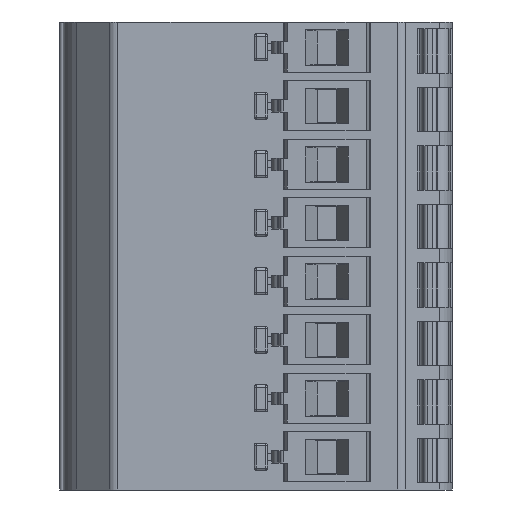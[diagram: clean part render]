
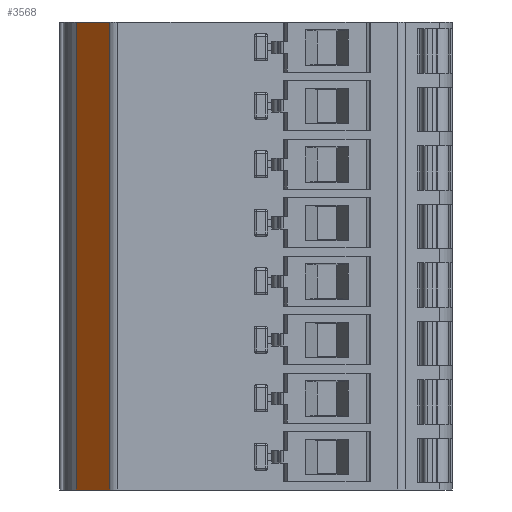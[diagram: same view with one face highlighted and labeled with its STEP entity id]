
A CAD part, front view. The second image highlights one B-rep face of the part: STEP entity #3568.
In plain terms, the highlighted planar face has unit normal (-0.707, -0.707, 0).
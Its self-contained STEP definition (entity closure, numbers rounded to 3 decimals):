
#1578 = CARTESIAN_POINT ( 'NONE',  ( -22.272, 18.359, 5.15 ) ) ;
#1766 = DIRECTION ( 'NONE',  ( 0.707, -0.707, 0. ) ) ;
#2957 = CARTESIAN_POINT ( 'NONE',  ( -22.272, 18.359, -31.206 ) ) ;
#3568 = ADVANCED_FACE ( 'NONE', ( #25949 ), #31601, .T. ) ;
#4609 = LINE ( 'NONE', #33685, #29648 ) ;
#5830 = ORIENTED_EDGE ( 'NONE', *, *, #12553, .F. ) ;
#6217 = DIRECTION ( 'NONE',  ( 0., 0., -1. ) ) ;
#6566 = VECTOR ( 'NONE', #18623, 1000. ) ;
#7076 = ORIENTED_EDGE ( 'NONE', *, *, #38335, .T. ) ;
#10913 = ORIENTED_EDGE ( 'NONE', *, *, #31340, .T. ) ;
#11563 = EDGE_LOOP ( 'NONE', ( #27512, #10913, #7076, #5830 ) ) ;
#12553 = EDGE_CURVE ( 'NONE', #28218, #35060, #35617, .T. ) ;
#13917 = CARTESIAN_POINT ( 'NONE',  ( -19.287, 15.374, 5.15 ) ) ;
#14690 = CARTESIAN_POINT ( 'NONE',  ( -22.272, 18.359, -36.45 ) ) ;
#16873 = CARTESIAN_POINT ( 'NONE',  ( -19.287, 15.374, -36.45 ) ) ;
#18623 = DIRECTION ( 'NONE',  ( 0.707, -0.707, 0. ) ) ;
#18774 = CARTESIAN_POINT ( 'NONE',  ( -19.287, 15.374, -36.45 ) ) ;
#19139 = VERTEX_POINT ( 'NONE', #14690 ) ;
#20278 = DIRECTION ( 'NONE',  ( 0., 0., 1. ) ) ;
#20702 = LINE ( 'NONE', #2957, #38580 ) ;
#21800 = VECTOR ( 'NONE', #24453, 1000. ) ;
#22476 = AXIS2_PLACEMENT_3D ( 'NONE', #31301, #41143, #1766 ) ;
#24453 = DIRECTION ( 'NONE',  ( 0.707, -0.707, 0. ) ) ;
#25949 = FACE_OUTER_BOUND ( 'NONE', #11563, .T. ) ;
#26596 = VERTEX_POINT ( 'NONE', #16873 ) ;
#27038 = LINE ( 'NONE', #18774, #6566 ) ;
#27512 = ORIENTED_EDGE ( 'NONE', *, *, #34826, .T. ) ;
#28218 = VERTEX_POINT ( 'NONE', #38590 ) ;
#29648 = VECTOR ( 'NONE', #20278, 1000. ) ;
#31301 = CARTESIAN_POINT ( 'NONE',  ( -19.287, 15.374, -31.206 ) ) ;
#31340 = EDGE_CURVE ( 'NONE', #19139, #26596, #27038, .T. ) ;
#31601 = PLANE ( 'NONE',  #22476 ) ;
#33685 = CARTESIAN_POINT ( 'NONE',  ( -19.287, 15.374, -31.206 ) ) ;
#34826 = EDGE_CURVE ( 'NONE', #28218, #19139, #20702, .T. ) ;
#35060 = VERTEX_POINT ( 'NONE', #13917 ) ;
#35617 = LINE ( 'NONE', #1578, #21800 ) ;
#38335 = EDGE_CURVE ( 'NONE', #26596, #35060, #4609, .T. ) ;
#38580 = VECTOR ( 'NONE', #6217, 1000. ) ;
#38590 = CARTESIAN_POINT ( 'NONE',  ( -22.272, 18.359, 5.15 ) ) ;
#41143 = DIRECTION ( 'NONE',  ( -0.707, -0.707, 0. ) ) ;
